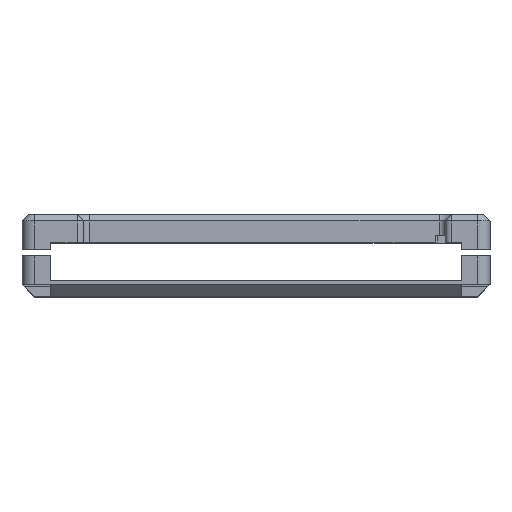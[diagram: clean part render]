
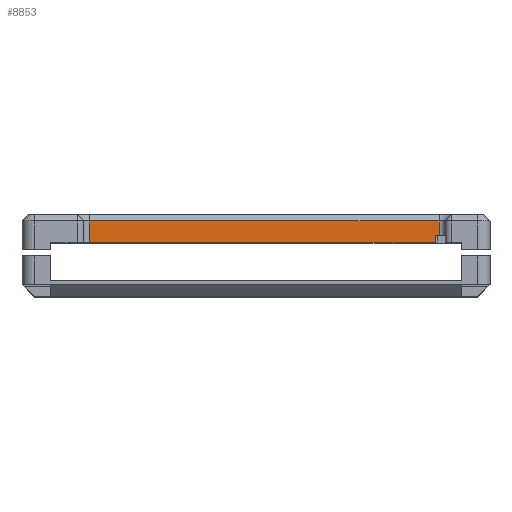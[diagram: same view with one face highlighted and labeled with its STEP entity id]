
A CAD part, top view. The second image highlights one B-rep face of the part: STEP entity #8853.
In plain terms, the highlighted planar face has unit normal (0, 0, 1).
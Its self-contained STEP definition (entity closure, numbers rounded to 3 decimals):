
#4024=DIRECTION('',(1.,0.,0.));
#4025=VECTOR('',#4024,85.9);
#4026=CARTESIAN_POINT('',(-40.9,7.,30.));
#4027=LINE('',#4026,#4025);
#4028=DIRECTION('',(-1.,0.,0.));
#4029=VECTOR('',#4028,84.9);
#4030=CARTESIAN_POINT('',(44.,1.6,30.));
#4031=LINE('',#4030,#4029);
#4032=DIRECTION('',(0.,-1.,0.));
#4033=VECTOR('',#4032,5.4);
#4034=CARTESIAN_POINT('',(-40.9,7.,30.));
#4035=LINE('',#4034,#4033);
#7211=DIRECTION('',(0.,1.,0.));
#7212=VECTOR('',#7211,1.76);
#7213=CARTESIAN_POINT('',(44.,1.6,30.));
#7214=LINE('',#7213,#7212);
#7232=DIRECTION('',(1.,0.,0.));
#7233=VECTOR('',#7232,1.);
#7234=CARTESIAN_POINT('',(44.,3.36,30.));
#7235=LINE('',#7234,#7233);
#7249=DIRECTION('',(0.,1.,0.));
#7250=VECTOR('',#7249,3.64);
#7251=CARTESIAN_POINT('',(45.,3.36,30.));
#7252=LINE('',#7251,#7250);
#7381=CARTESIAN_POINT('',(45.,7.,30.));
#7382=VERTEX_POINT('',#7381);
#7397=CARTESIAN_POINT('',(-40.9,7.,30.));
#7398=VERTEX_POINT('',#7397);
#7399=CARTESIAN_POINT('',(-40.9,1.6,30.));
#7400=VERTEX_POINT('',#7399);
#7401=CARTESIAN_POINT('',(45.,3.36,30.));
#7402=VERTEX_POINT('',#7401);
#7403=CARTESIAN_POINT('',(44.,3.36,30.));
#7404=VERTEX_POINT('',#7403);
#7405=CARTESIAN_POINT('',(44.,1.6,30.));
#7406=VERTEX_POINT('',#7405);
#8835=CARTESIAN_POINT('',(0.,8.5,30.));
#8836=DIRECTION('',(0.,0.,1.));
#8837=DIRECTION('',(-1.,0.,0.));
#8838=AXIS2_PLACEMENT_3D('',#8835,#8836,#8837);
#8839=PLANE('',#8838);
#8841=ORIENTED_EDGE('',*,*,#8840,.F.);
#8842=ORIENTED_EDGE('',*,*,#8828,.T.);
#8844=ORIENTED_EDGE('',*,*,#8843,.F.);
#8846=ORIENTED_EDGE('',*,*,#8845,.F.);
#8848=ORIENTED_EDGE('',*,*,#8847,.F.);
#8850=ORIENTED_EDGE('',*,*,#8849,.T.);
#8851=EDGE_LOOP('',(#8841,#8842,#8844,#8846,#8848,#8850));
#8852=FACE_OUTER_BOUND('',#8851,.F.);
#8853=ADVANCED_FACE('',(#8852),#8839,.T.);
#8828=EDGE_CURVE('',#7398,#7382,#4027,.T.);
#8840=EDGE_CURVE('',#7398,#7400,#4035,.T.);
#8843=EDGE_CURVE('',#7402,#7382,#7252,.T.);
#8845=EDGE_CURVE('',#7404,#7402,#7235,.T.);
#8847=EDGE_CURVE('',#7406,#7404,#7214,.T.);
#8849=EDGE_CURVE('',#7406,#7400,#4031,.T.);
